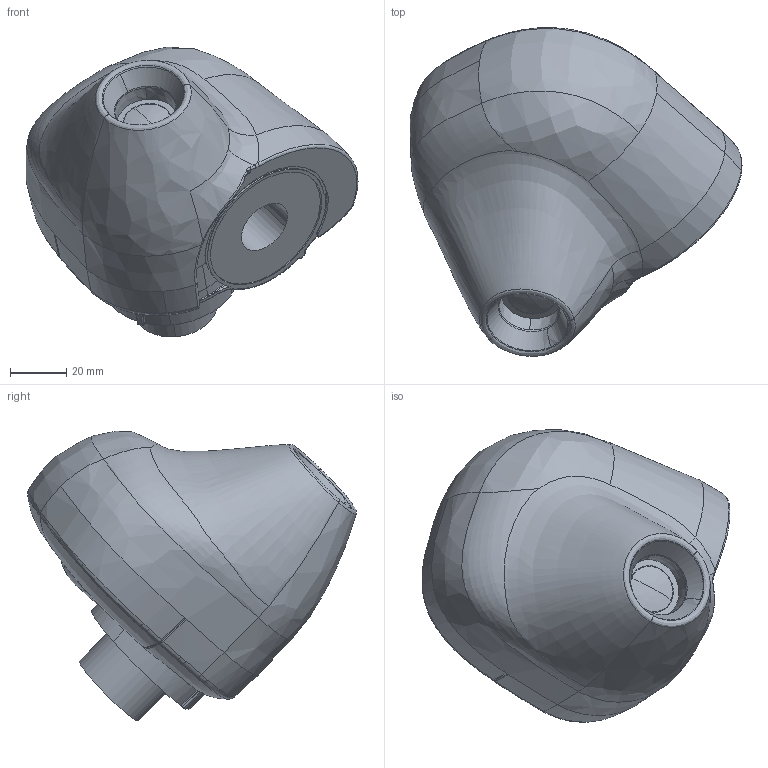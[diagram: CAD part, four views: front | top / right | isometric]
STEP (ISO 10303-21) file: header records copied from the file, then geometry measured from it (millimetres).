
FILE_DESCRIPTION (( 'STEP AP214' ), '1' );
FILE_NAME ('Link6_L3.0.STEP', '2015-02-09T07:44:03', ( 'ABB' ), ( 'ABB' ), 'SwSTEP 2.0', 'SolidWorks 2012', '' );
FILE_SCHEMA (( 'AUTOMOTIVE_DESIGN' ));
Length unit declared in the file: millimetre
Products named in the file (1): Link6_L3.0
Bounding box: 118.54 x 117.34 x 103.49 mm (x, y, z)
Volume: 465398.6 mm3; surface area: 39068.1 mm2
Topology: 1 solids, 1 shells, 343 faces, 879 edges, 531 vertices
Faces by surface type: bspline 245, plane 44, cylinder 31, cone 23
Entity records: 44494 total; most frequent: CARTESIAN_POINT 34637, ORIENTED_EDGE 1734, EDGE_CURVE 867, B_SPLINE_CURVE_WITH_KNOTS 582, DIRECTION 551, VERTEX_POINT 531, EDGE_LOOP 348, UNCERTAINTY_MEASURE_WITH_UNIT 346
